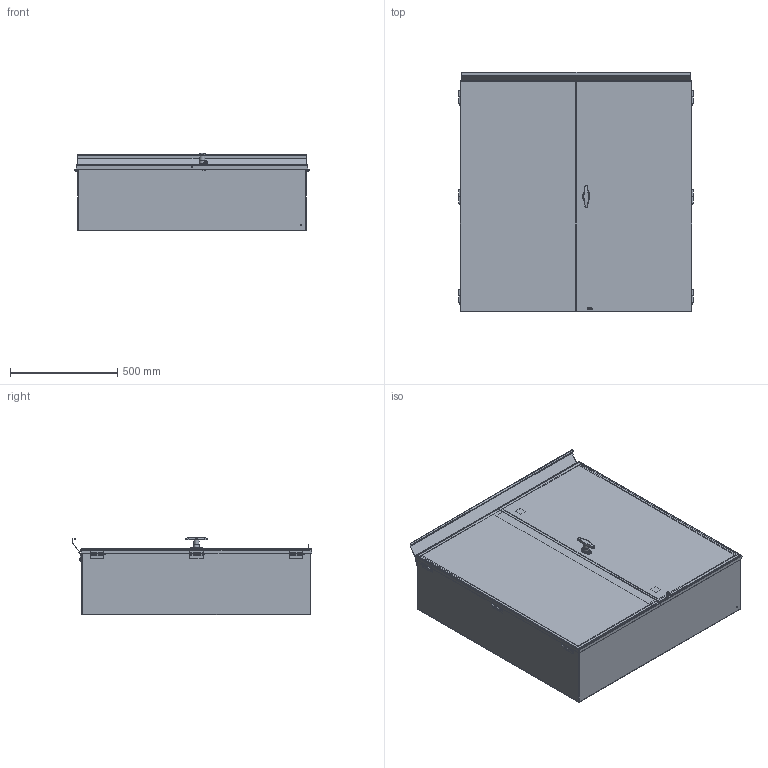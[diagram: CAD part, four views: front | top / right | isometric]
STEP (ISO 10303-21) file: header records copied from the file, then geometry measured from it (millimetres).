
FILE_DESCRIPTION(/* description */ ('CTDD, NEMA 3R, WALL MOUNT, BLR, 42X42X12'),/* implementation_level */ '2;1');
FILE_NAME(/* name */ 'CTDD424212.stp',/* time_stamp */ '2015-01-21T08:47:45-07:00',/* author */ ('samuelbadillo'),/* organization */ (''),/* preprocessor_version */ 'ST-DEVELOPER v15.2',/* originating_system */ 'Autodesk Inventor 2014',/* authorisation */ '');
FILE_SCHEMA (('AUTOMOTIVE_DESIGN { 1 0 10303 214 3 1 1 }'));
Length unit declared in the file: inch
Products named in the file (36): CTDD424212BLR; CTDD4212TOP; CTDD4212BTM; 38822; HC2527; HFW328178; CTDD4242RDR; CTDD4242LDR; CTDD42RABBIT; 3504; 34929; 30221; 30040-42; 3125; HFW328177TP; HFW328177AX1; HFW328177; HC2526TP; HC2526TL; HC2526; CTDD4242RDRGSK; CTDD4242LDRGSK; CTDD42DKGSK; CTDD42DK; 37237; 3907; 3905; 34932; 31815; 3245HANDLE; 3245BASE; 3245RETAINER; 3245SHAFT; 3245PIN; 3245; CTDD424212
Bounding box: 1092.19 x 1117.47 x 361.56 mm (x, y, z)
Volume: 9788657.2 mm3; surface area: 8284742.9 mm2
Topology: 71 solids, 71 shells, 1163 faces, 2598 edges, 1604 vertices
Faces by surface type: plane 669, cylinder 242, cone 161, bspline 61, torus 26, sphere 4
Full cylindrical faces by diameter (mm): 2.381 x4, 3.175 x1, 3.556 x1, 4.064 x2, 4.674 x6, 4.978 x7, 5.969 x5, 6.35 x9, 6.604 x5, 6.985 x5, 7.137 x2, 7.144 x16, 7.366 x5, 9.128 x2, 9.525 x13, 11.049 x2, 11.125 x7, 11.735 x8, 15.24 x5, 15.875 x6, 16.272 x1, 16.51 x5, 22.225 x1, 23.812 x1, 24.765 x1
Entity records: 20759 total; most frequent: CARTESIAN_POINT 5504, DIRECTION 3050, ORIENTED_EDGE 2780, EDGE_CURVE 1390, AXIS2_PLACEMENT_3D 1127, VERTEX_POINT 904, EDGE_LOOP 814, LINE 796
